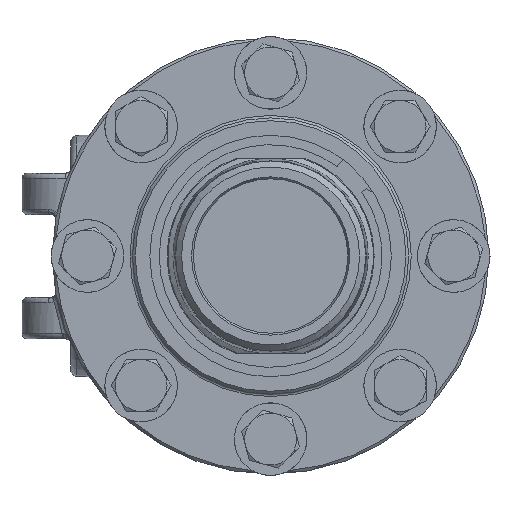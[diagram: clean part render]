
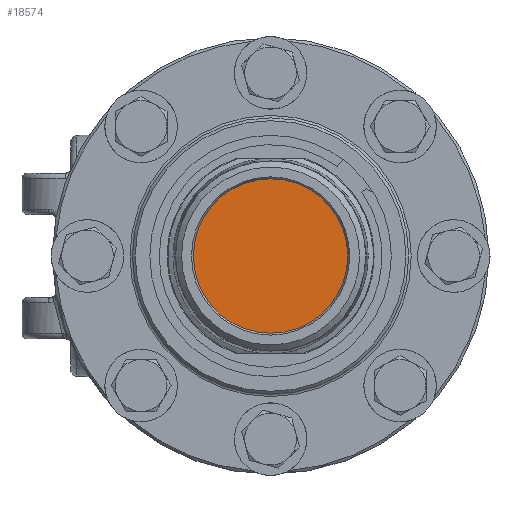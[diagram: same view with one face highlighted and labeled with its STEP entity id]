
A CAD part, left-side view. The second image highlights one B-rep face of the part: STEP entity #18574.
In plain terms, the highlighted planar face has unit normal (-1, 0, 0).
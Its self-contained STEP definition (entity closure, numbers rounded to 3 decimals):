
#4848=FACE_OUTER_BOUND('',#5966,.T.);
#5966=EDGE_LOOP('',(#15338));
#6280=CIRCLE('',#19010,35.5);
#6873=VERTEX_POINT('',#24881);
#8619=EDGE_CURVE('',#6873,#6873,#6280,.T.);
#15338=ORIENTED_EDGE('',*,*,#8619,.T.);
#16672=PLANE('',#19835);
#18574=ADVANCED_FACE('',(#4848),#16672,.T.);
#19010=AXIS2_PLACEMENT_3D('',#24883,#20719,#20720);
#19835=AXIS2_PLACEMENT_3D('',#32384,#23566,#23567);
#20719=DIRECTION('center_axis',(-1.,0.,0.));
#20720=DIRECTION('ref_axis',(0.,1.,0.));
#23566=DIRECTION('center_axis',(-1.,0.,0.));
#23567=DIRECTION('ref_axis',(0.,0.,1.));
#24881=CARTESIAN_POINT('',(72.589,-35.5,0.));
#24883=CARTESIAN_POINT('Origin',(72.589,0.,0.));
#32384=CARTESIAN_POINT('Origin',(72.589,0.,0.));
